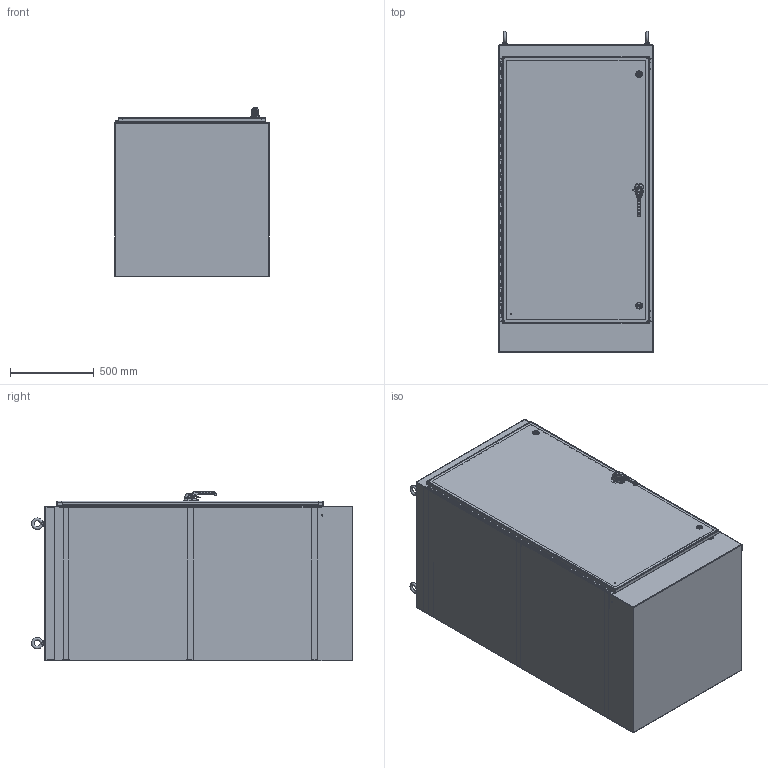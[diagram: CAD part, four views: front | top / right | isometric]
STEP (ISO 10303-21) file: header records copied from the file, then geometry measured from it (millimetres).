
FILE_DESCRIPTION(/* description */ ('ENCL,NEMA12,FS,1D,72X36X36'),/* implementation_level */ '2;1');
FILE_NAME(/* name */ 'WA723636FS.stp',/* time_stamp */ '2021-04-26T09:16:54-05:00',/* author */ ('KA'),/* organization */ (''),/* preprocessor_version */ 'ST-DEVELOPER v18.1',/* originating_system */ 'Autodesk Inventor 2020',/* authorisation */ '');
FILE_SCHEMA (('AUTOMOTIVE_DESIGN { 1 0 10303 214 3 1 1 }'));
Products named in the file (44): WA723636FS; WA7236FSFB; WA7236FSLS; WA7236FSRS; WA3636FSBTM; WA3636FSTOP; WA7236FSDR; 3065; 316298; HFW3025; 349132; FUN00105; FUN00105_1; 32450; LARGE_DOOR_ROD_ASSM-37029; HFW31712; 1091-903_AF0; 1091-903_AF0_1; 1091-903_AF0_2; PLASTIC-ROLLER-CAM_AF0_ASM; PLASTIC-ROLLER-CAM_AF1; 7379-M6-8X25_AF0; LOCK-NUT_AF0; SUPPORT-ROLL_AF0; 1091-BR11_AF0; 37029; ANSI B18.6.3 - 3/8-16 UNC - 1.75; HFW3762; 31215; 3862; HSSN1300W60; HSSN1300W60L; HSSN1300W60T; HSSN1300W60P; WA7236FSFIP; HFW312002; CP10184202R01_Standard; CP10184202R01_Deep Recess; CP10184202R03 MODIFY; CP10184202R02 ...
Assembly tree (68 placements, depth 5):
  WA723636FS
    WA7236FSFB
    WA7236FSLS
    WA7236FSRS
    WA3636FSBTM
    WA3636FSTOP
    WA7236FSDR
    38846  x4
    3065  x2
    316298  x4
    HFW3025  x4
    349132  x4
    FUN00105
    FUN00105_1  x5
    32450
    LARGE_DOOR_ROD_ASSM-37029
      HFW31712
        1091-903_AF0
          1091-903_AF0_1
          1091-903_AF0_2
        PLASTIC-ROLLER-CAM_AF0_ASM
          PLASTIC-ROLLER-CAM_AF1
          7379-M6-8X25_AF0
          LOCK-NUT_AF0
        SUPPORT-ROLL_AF0
        1091-BR11_AF0
      37029  x2
      ANSI B18.6.3 - 3/8-16 UNC - 1.75  x2
      HFW3762  x4
      31215  x2
      3862  x2
    HSSN1300W60
      HSSN1300W60L
      HSSN1300W60T
      HSSN1300W60P
    WA7236FSFIP
    HFW312002  x2
      CP10184202R01_Standard
        CP10184202R01_Deep Recess
        CP10184202R03 MODIFY
      CP10184202R02
      CP10184202R04
        _22030_0932_Spring_Plunger__1_b_2
        _22030_0932_Spring_Plunger__1_a_4
Bounding box: 917.58 x 1911.28 x 1006.15 mm (x, y, z)
Volume: 26394659.4 mm3; surface area: 19647281 mm2
Topology: 63 solids, 1544 shells, 3754 faces, 12786 edges, 10625 vertices
Faces by surface type: plane 1417, cylinder 1195, bspline 458, torus 330, cone 226, sphere 128
Full cylindrical faces by diameter (mm): 1.5 x2, 3.5 x2, 3.9 x1, 4.2 x2, 4.5 x2, 4.762 x1, 4.773 x2, 5 x5, 5.16 x20, 6 x3, 6.128 x2, 6.172 x2, 6.35 x12, 6.41 x2, 6.535 x16, 7.112 x3, 7.144 x2, 7.938 x2, 8 x1, 8.153 x2, 8.2 x1, 8.56 x4, 8.7 x2, 9.525 x8, 10 x2, 10.16 x4, 12 x4, 12.7 x2, 13 x1, 13.2 x1
Entity records: 197553 total; most frequent: CARTESIAN_POINT 101550, DIRECTION 17907, ORIENTED_EDGE 14442, EDGE_CURVE 10593, VERTEX_POINT 9245, AXIS2_PLACEMENT_3D 6405, LINE 5097, VECTOR 5097
